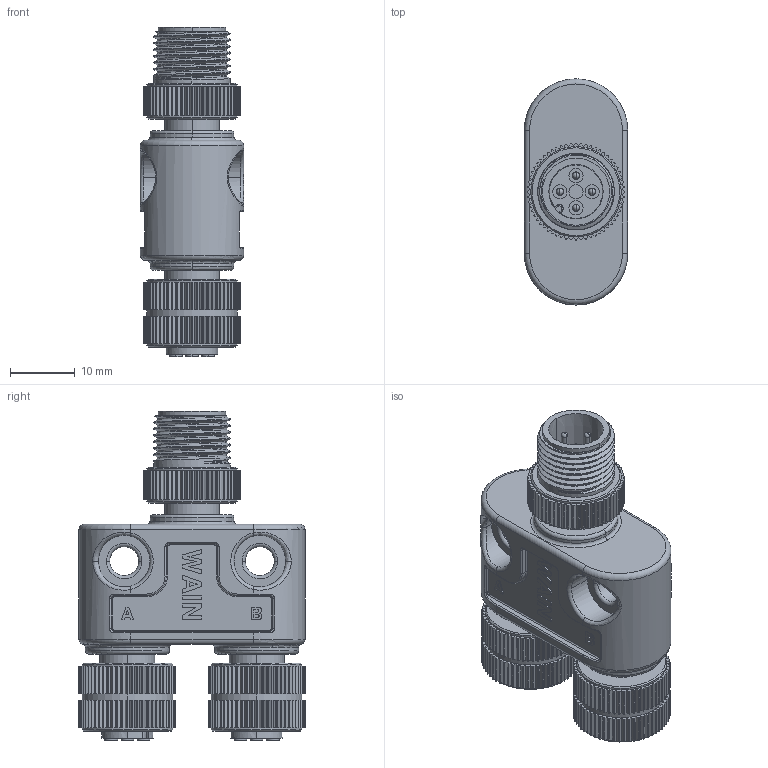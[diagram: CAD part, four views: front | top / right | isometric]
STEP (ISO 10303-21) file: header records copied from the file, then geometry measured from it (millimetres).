
FILE_DESCRIPTION((''),'2;1');
FILE_NAME('PRT0001','2020-12-22T',('zq.xu'),(''),'PRO/ENGINEER BY PARAMETRIC TECHNOLOGY CORPORATION, 2012480','PRO/ENGINEER BY PARAMETRIC TECHNOLOGY CORPORATION, 2012480','');
FILE_SCHEMA(('AUTOMOTIVE_DESIGN { 1 0 10303 214 1 1 1 1 }'));
Products named in the file (1): PRT0001
Bounding box: 16 x 35 x 51 mm (x, y, z)
Volume: 12584.4 mm3; surface area: 10284.8 mm2
Topology: 1 solids, 1 shells, 1771 faces, 5041 edges, 3328 vertices
Faces by surface type: plane 893, cylinder 618, cone 92, torus 79, bspline 44, extrusion 37, sphere 8
Entity records: 73190 total; most frequent: CARTESIAN_POINT 21299, ORIENTED_EDGE 10042, DIRECTION 9536, EDGE_CURVE 5021, VERTEX_POINT 3328, AXIS2_PLACEMENT_3D 3220, VECTOR 3096, LINE 3059
